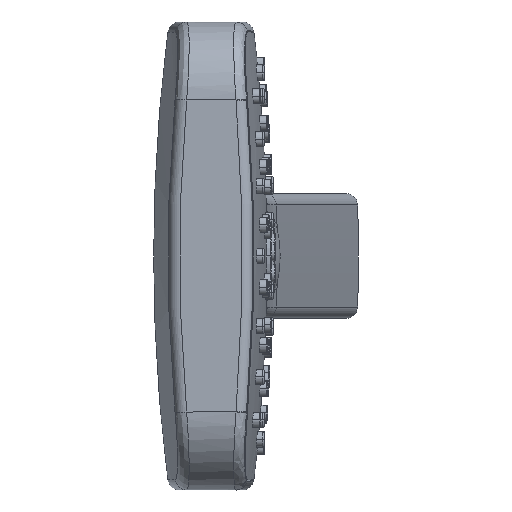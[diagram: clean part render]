
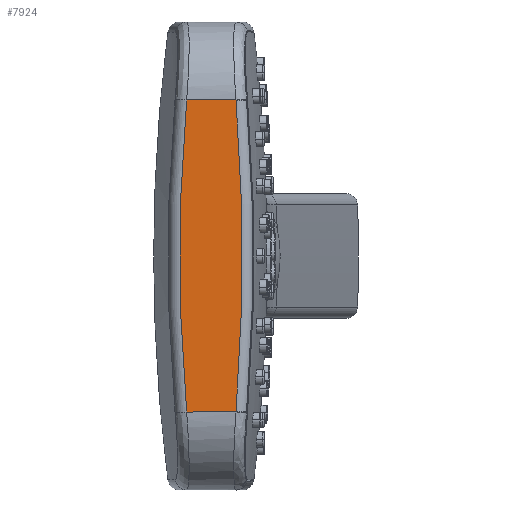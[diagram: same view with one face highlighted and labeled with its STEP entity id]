
A CAD part, left-side view. The second image highlights one B-rep face of the part: STEP entity #7924.
In plain terms, the highlighted planar face has unit normal (-1, 0, 0).
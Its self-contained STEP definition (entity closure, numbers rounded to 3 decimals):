
#1633=CARTESIAN_POINT('',(-60.,15.543,
-40.));
#1815=CARTESIAN_POINT('',(-60.,2.898,40.));
#1933=CARTESIAN_POINT('',(-60.,2.898,
-40.));
#1935=DIRECTION('',(0.,1.,0.));
#1936=VECTOR('',#1935,12.644);
#1937=CARTESIAN_POINT('',(-60.,2.898,
-40.));
#1938=LINE('',#1937,#1936);
#1939=CARTESIAN_POINT('',(-60.,-426.,0.));
#1940=DIRECTION('',(1.,0.,0.));
#1941=DIRECTION('',(0.,0.996,-0.09));
#1942=AXIS2_PLACEMENT_3D('',#1939,#1940,#1941);
#1944=DIRECTION('',(0.,-1.,0.));
#1945=VECTOR('',#1944,12.645);
#1946=CARTESIAN_POINT('',(-60.,15.543,40.));
#1947=LINE('',#1946,#1945);
#1948=DIRECTION('',(0.,-0.081,-0.997));
#1949=VECTOR('',#1948,0.239);
#1950=CARTESIAN_POINT('',(-60.,2.898,40.));
#1951=LINE('',#1950,#1949);
#1952=CARTESIAN_POINT('',(-60.009,494.997,
0.));
#1953=DIRECTION('',(1.,0.,0.));
#1954=DIRECTION('',(0.,-0.997,0.081));
#1955=AXIS2_PLACEMENT_3D('',#1952,#1953,#1954);
#1957=DIRECTION('',(0.,0.081,-0.997));
#1958=VECTOR('',#1957,0.239);
#1959=CARTESIAN_POINT('',(-60.,2.879,
-39.762));
#1960=LINE('',#1959,#1958);
#4089=VERTEX_POINT('',#1815);
#4090=CARTESIAN_POINT('',(-60.,2.879,39.762));
#4091=VERTEX_POINT('',#4090);
#4092=CARTESIAN_POINT('',(-60.,2.879,
-39.762));
#4093=VERTEX_POINT('',#4092);
#4094=VERTEX_POINT('',#1933);
#4106=VERTEX_POINT('',#1633);
#4127=CARTESIAN_POINT('',(-60.,15.543,40.));
#4128=VERTEX_POINT('',#4127);
#7908=CARTESIAN_POINT('',(-60.,0.,0.));
#7909=DIRECTION('',(1.,0.,0.));
#7910=DIRECTION('',(0.,0.,-1.));
#7911=AXIS2_PLACEMENT_3D('',#7908,#7909,#7910);
#7912=PLANE('',#7911);
#7913=ORIENTED_EDGE('',*,*,#7050,.T.);
#7915=ORIENTED_EDGE('',*,*,#7914,.T.);
#7916=ORIENTED_EDGE('',*,*,#7427,.T.);
#7918=ORIENTED_EDGE('',*,*,#7917,.T.);
#7920=ORIENTED_EDGE('',*,*,#7919,.T.);
#7921=ORIENTED_EDGE('',*,*,#7901,.T.);
#7922=EDGE_LOOP('',(#7913,#7915,#7916,#7918,#7920,#7921));
#7923=FACE_OUTER_BOUND('',#7922,.F.);
#7924=ADVANCED_FACE('',(#7923),#7912,.F.);
#1943=CIRCLE('',#1942,443.351);
#1956=CIRCLE('',#1955,493.722);
#7050=EDGE_CURVE('',#4094,#4106,#1938,.T.);
#7427=EDGE_CURVE('',#4128,#4089,#1947,.T.);
#7901=EDGE_CURVE('',#4093,#4094,#1960,.T.);
#7914=EDGE_CURVE('',#4106,#4128,#1943,.T.);
#7917=EDGE_CURVE('',#4089,#4091,#1951,.T.);
#7919=EDGE_CURVE('',#4091,#4093,#1956,.T.);
